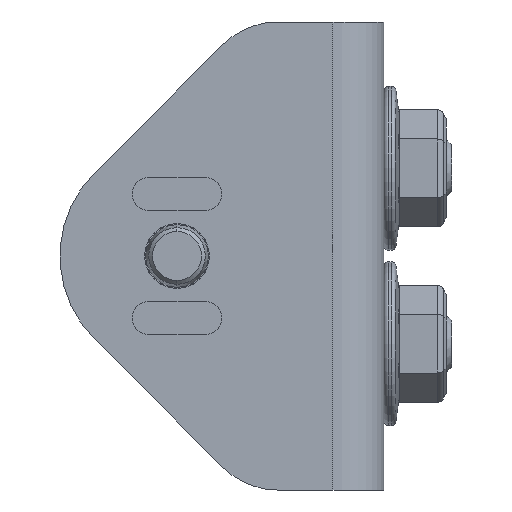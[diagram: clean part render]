
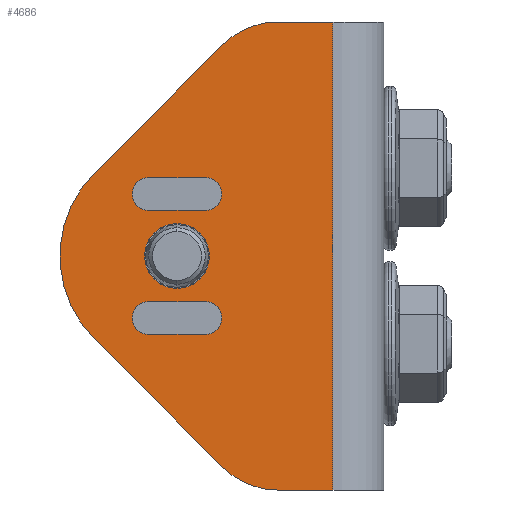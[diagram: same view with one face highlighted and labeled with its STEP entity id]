
A CAD part, left-side view. The second image highlights one B-rep face of the part: STEP entity #4686.
In plain terms, the highlighted planar face has unit normal (-1, 0, 0).
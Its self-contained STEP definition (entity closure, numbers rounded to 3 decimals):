
#257=FACE_BOUND('',#751,.T.);
#258=FACE_BOUND('',#752,.T.);
#259=FACE_BOUND('',#753,.T.);
#277=PLANE('',#4993);
#467=FACE_OUTER_BOUND('',#750,.T.);
#750=EDGE_LOOP('',(#3199,#3200,#3201,#3202,#3203,#3204,#3205,#3206));
#751=EDGE_LOOP('',(#3207,#3208));
#752=EDGE_LOOP('',(#3209,#3210,#3211,#3212,#3213));
#753=EDGE_LOOP('',(#3214,#3215,#3216,#3217,#3218));
#1064=LINE('',#7030,#1413);
#1065=LINE('',#7032,#1414);
#1066=LINE('',#7036,#1415);
#1067=LINE('',#7040,#1416);
#1068=LINE('',#7043,#1417);
#1069=LINE('',#7047,#1418);
#1070=LINE('',#7050,#1419);
#1071=LINE('',#7053,#1420);
#1072=LINE('',#7057,#1421);
#1413=VECTOR('',#5589,60.);
#1414=VECTOR('',#5590,7.071);
#1415=VECTOR('',#5593,23.284);
#1416=VECTOR('',#5596,23.284);
#1417=VECTOR('',#5599,7.071);
#1418=VECTOR('',#5602,7.3);
#1419=VECTOR('',#5605,7.3);
#1420=VECTOR('',#5608,7.3);
#1421=VECTOR('',#5611,7.3);
#1743=CIRCLE('',#4970,4.15);
#1750=CIRCLE('',#4980,2.1);
#1752=CIRCLE('',#4983,2.1);
#1761=CIRCLE('',#4994,10.);
#1762=CIRCLE('',#4995,15.);
#1763=CIRCLE('',#4996,10.);
#1764=CIRCLE('',#4997,4.15);
#1765=CIRCLE('',#4998,2.1);
#1766=CIRCLE('',#4999,2.1);
#1767=CIRCLE('',#5000,2.1);
#1768=CIRCLE('',#5001,2.1);
#1957=VERTEX_POINT('',#6951);
#1958=VERTEX_POINT('',#6952);
#1971=VERTEX_POINT('',#6981);
#1972=VERTEX_POINT('',#6983);
#1975=VERTEX_POINT('',#6990);
#1976=VERTEX_POINT('',#6992);
#1991=VERTEX_POINT('',#7028);
#1992=VERTEX_POINT('',#7029);
#1993=VERTEX_POINT('',#7031);
#1994=VERTEX_POINT('',#7033);
#1995=VERTEX_POINT('',#7035);
#1996=VERTEX_POINT('',#7037);
#1997=VERTEX_POINT('',#7039);
#1998=VERTEX_POINT('',#7041);
#1999=VERTEX_POINT('',#7045);
#2000=VERTEX_POINT('',#7046);
#2001=VERTEX_POINT('',#7048);
#2002=VERTEX_POINT('',#7052);
#2003=VERTEX_POINT('',#7054);
#2004=VERTEX_POINT('',#7056);
#2429=EDGE_CURVE('',#1957,#1958,#1743,.T.);
#2443=EDGE_CURVE('',#1971,#1972,#1750,.T.);
#2447=EDGE_CURVE('',#1975,#1976,#1752,.T.);
#2466=EDGE_CURVE('',#1991,#1992,#1064,.T.);
#2467=EDGE_CURVE('',#1991,#1993,#1065,.T.);
#2468=EDGE_CURVE('',#1993,#1994,#1761,.T.);
#2469=EDGE_CURVE('',#1994,#1995,#1066,.T.);
#2470=EDGE_CURVE('',#1995,#1996,#1762,.T.);
#2471=EDGE_CURVE('',#1996,#1997,#1067,.T.);
#2472=EDGE_CURVE('',#1997,#1998,#1763,.T.);
#2473=EDGE_CURVE('',#1998,#1992,#1068,.T.);
#2474=EDGE_CURVE('',#1958,#1957,#1764,.T.);
#2475=EDGE_CURVE('',#1999,#2000,#1069,.T.);
#2476=EDGE_CURVE('',#2001,#1999,#1765,.T.);
#2477=EDGE_CURVE('',#1976,#2001,#1070,.T.);
#2478=EDGE_CURVE('',#2000,#1975,#1766,.T.);
#2479=EDGE_CURVE('',#1972,#2002,#1071,.T.);
#2480=EDGE_CURVE('',#2003,#1971,#1767,.T.);
#2481=EDGE_CURVE('',#2004,#2003,#1072,.T.);
#2482=EDGE_CURVE('',#2002,#2004,#1768,.T.);
#3199=ORIENTED_EDGE('',*,*,#2466,.F.);
#3200=ORIENTED_EDGE('',*,*,#2467,.T.);
#3201=ORIENTED_EDGE('',*,*,#2468,.T.);
#3202=ORIENTED_EDGE('',*,*,#2469,.T.);
#3203=ORIENTED_EDGE('',*,*,#2470,.T.);
#3204=ORIENTED_EDGE('',*,*,#2471,.T.);
#3205=ORIENTED_EDGE('',*,*,#2472,.T.);
#3206=ORIENTED_EDGE('',*,*,#2473,.T.);
#3207=ORIENTED_EDGE('',*,*,#2429,.F.);
#3208=ORIENTED_EDGE('',*,*,#2474,.F.);
#3209=ORIENTED_EDGE('',*,*,#2475,.F.);
#3210=ORIENTED_EDGE('',*,*,#2476,.F.);
#3211=ORIENTED_EDGE('',*,*,#2477,.F.);
#3212=ORIENTED_EDGE('',*,*,#2447,.F.);
#3213=ORIENTED_EDGE('',*,*,#2478,.F.);
#3214=ORIENTED_EDGE('',*,*,#2479,.F.);
#3215=ORIENTED_EDGE('',*,*,#2443,.F.);
#3216=ORIENTED_EDGE('',*,*,#2480,.F.);
#3217=ORIENTED_EDGE('',*,*,#2481,.F.);
#3218=ORIENTED_EDGE('',*,*,#2482,.F.);
#4686=ADVANCED_FACE('',(#467,#257,#258,#259),#277,.T.);
#4970=AXIS2_PLACEMENT_3D('',#6953,#5522,#5523);
#4980=AXIS2_PLACEMENT_3D('',#6984,#5549,#5550);
#4983=AXIS2_PLACEMENT_3D('',#6993,#5557,#5558);
#4993=AXIS2_PLACEMENT_3D('',#7027,#5587,#5588);
#4994=AXIS2_PLACEMENT_3D('',#7034,#5591,#5592);
#4995=AXIS2_PLACEMENT_3D('',#7038,#5594,#5595);
#4996=AXIS2_PLACEMENT_3D('',#7042,#5597,#5598);
#4997=AXIS2_PLACEMENT_3D('',#7044,#5600,#5601);
#4998=AXIS2_PLACEMENT_3D('',#7049,#5603,#5604);
#4999=AXIS2_PLACEMENT_3D('',#7051,#5606,#5607);
#5000=AXIS2_PLACEMENT_3D('',#7055,#5609,#5610);
#5001=AXIS2_PLACEMENT_3D('',#7058,#5612,#5613);
#5522=DIRECTION('center_axis',(-1.,0.,0.));
#5523=DIRECTION('ref_axis',(0.,-1.,0.));
#5549=DIRECTION('center_axis',(-1.,0.,0.));
#5550=DIRECTION('ref_axis',(0.,1.,0.));
#5557=DIRECTION('center_axis',(-1.,0.,0.));
#5558=DIRECTION('ref_axis',(0.,1.,0.));
#5587=DIRECTION('center_axis',(-1.,0.,0.));
#5588=DIRECTION('ref_axis',(0.,1.,0.));
#5589=DIRECTION('',(0.,0.,-1.));
#5590=DIRECTION('',(0.,1.,0.));
#5591=DIRECTION('center_axis',(-1.,0.,0.));
#5592=DIRECTION('ref_axis',(0.,-1.,0.));
#5593=DIRECTION('',(0.,0.707,-0.707));
#5594=DIRECTION('center_axis',(-1.,0.,0.));
#5595=DIRECTION('ref_axis',(0.,-1.,0.));
#5596=DIRECTION('',(0.,-0.707,-0.707));
#5597=DIRECTION('center_axis',(-1.,0.,0.));
#5598=DIRECTION('ref_axis',(0.,-1.,0.));
#5599=DIRECTION('',(0.,-1.,0.));
#5600=DIRECTION('center_axis',(-1.,0.,0.));
#5601=DIRECTION('ref_axis',(0.,-1.,0.));
#5602=DIRECTION('',(0.,1.,0.));
#5603=DIRECTION('center_axis',(-1.,0.,0.));
#5604=DIRECTION('ref_axis',(0.,1.,0.));
#5605=DIRECTION('',(0.,-1.,0.));
#5606=DIRECTION('center_axis',(-1.,0.,0.));
#5607=DIRECTION('ref_axis',(0.,1.,0.));
#5608=DIRECTION('',(0.,-1.,0.));
#5609=DIRECTION('center_axis',(-1.,0.,0.));
#5610=DIRECTION('ref_axis',(0.,1.,0.));
#5611=DIRECTION('',(0.,1.,0.));
#5612=DIRECTION('center_axis',(-1.,0.,0.));
#5613=DIRECTION('ref_axis',(0.,1.,0.));
#6951=CARTESIAN_POINT('',(0.,0.,4.15));
#6952=CARTESIAN_POINT('',(0.,0.,-4.15));
#6953=CARTESIAN_POINT('Origin',(0.,0.,0.));
#6981=CARTESIAN_POINT('',(0.,5.75,7.95));
#6983=CARTESIAN_POINT('',(0.,3.65,5.85));
#6984=CARTESIAN_POINT('Origin',(0.,3.65,
7.95));
#6990=CARTESIAN_POINT('',(0.,5.75,-7.95));
#6992=CARTESIAN_POINT('',(0.,3.65,-10.05));
#6993=CARTESIAN_POINT('Origin',(0.,3.65,
-7.95));
#7027=CARTESIAN_POINT('Origin',(0.,-12.929,
-20.));
#7028=CARTESIAN_POINT('',(0.,-20.,30.));
#7029=CARTESIAN_POINT('',(0.,-20.,-30.));
#7030=CARTESIAN_POINT('',(0.,-20.,-20.));
#7031=CARTESIAN_POINT('',(0.,-12.929,30.));
#7032=CARTESIAN_POINT('',(0.,-57.569,30.));
#7033=CARTESIAN_POINT('',(0.,-5.858,27.071));
#7034=CARTESIAN_POINT('Origin',(0.,-12.929,
20.));
#7035=CARTESIAN_POINT('',(0.,10.607,10.607));
#7036=CARTESIAN_POINT('',(0.,-5.858,27.071));
#7037=CARTESIAN_POINT('',(0.,10.607,-10.607));
#7038=CARTESIAN_POINT('Origin',(0.,0.,0.));
#7039=CARTESIAN_POINT('',(0.,-5.858,-27.071));
#7040=CARTESIAN_POINT('',(0.,10.607,-10.607));
#7041=CARTESIAN_POINT('',(0.,-12.929,-30.));
#7042=CARTESIAN_POINT('Origin',(0.,-12.929,
-20.));
#7043=CARTESIAN_POINT('',(0.,-12.929,-30.));
#7044=CARTESIAN_POINT('Origin',(0.,0.,0.));
#7045=CARTESIAN_POINT('',(0.,-3.65,-5.85));
#7046=CARTESIAN_POINT('',(0.,3.65,-5.85));
#7047=CARTESIAN_POINT('',(0.,3.65,-5.85));
#7048=CARTESIAN_POINT('',(0.,-3.65,-10.05));
#7049=CARTESIAN_POINT('Origin',(0.,-3.65,
-7.95));
#7050=CARTESIAN_POINT('',(0.,-3.65,-10.05));
#7051=CARTESIAN_POINT('Origin',(0.,3.65,
-7.95));
#7052=CARTESIAN_POINT('',(0.,-3.65,5.85));
#7053=CARTESIAN_POINT('',(0.,-3.65,5.85));
#7054=CARTESIAN_POINT('',(0.,3.65,10.05));
#7055=CARTESIAN_POINT('Origin',(0.,3.65,
7.95));
#7056=CARTESIAN_POINT('',(0.,-3.65,10.05));
#7057=CARTESIAN_POINT('',(0.,3.65,10.05));
#7058=CARTESIAN_POINT('Origin',(0.,-3.65,
7.95));
